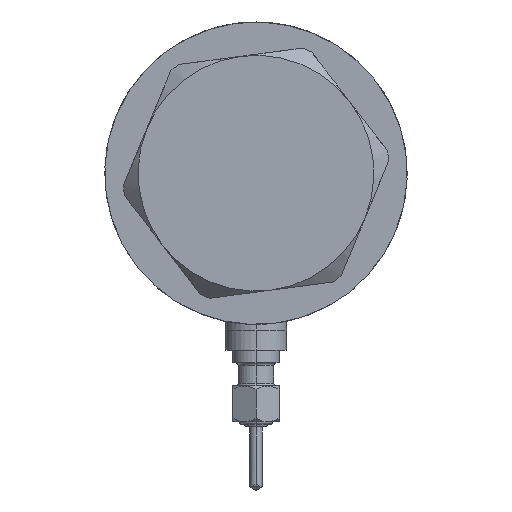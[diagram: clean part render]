
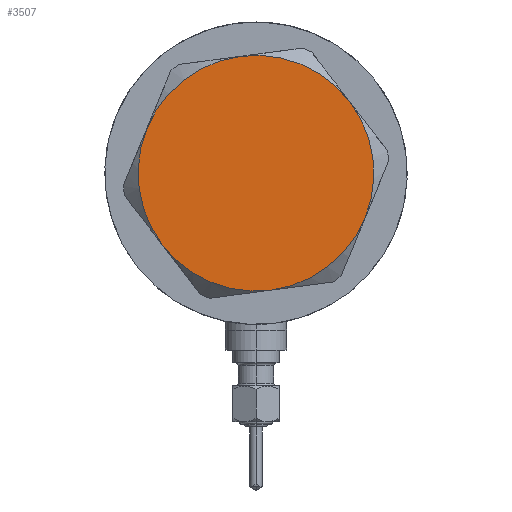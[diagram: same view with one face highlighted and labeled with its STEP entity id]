
A CAD part, left-side view. The second image highlights one B-rep face of the part: STEP entity #3507.
In plain terms, the highlighted face is planar.
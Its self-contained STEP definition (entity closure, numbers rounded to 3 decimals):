
#50 = EDGE_CURVE ( 'NONE', #2453, #1713, #3999, .T. ) ;
#114 = CIRCLE ( 'NONE', #3803, 23. ) ;
#120 = EDGE_CURVE ( 'NONE', #248, #5177, #114, .T. ) ;
#248 = VERTEX_POINT ( 'NONE', #6350 ) ;
#281 = DIRECTION ( 'NONE',  ( 0., 0., 1. ) ) ;
#354 = AXIS2_PLACEMENT_3D ( 'NONE', #4514, #418, #5460 ) ;
#392 = CARTESIAN_POINT ( 'NONE',  ( -11.5, -19.919, 13. ) ) ;
#418 = DIRECTION ( 'NONE',  ( 0., 0., 1. ) ) ;
#505 = CARTESIAN_POINT ( 'NONE',  ( 0., 0., 13. ) ) ;
#649 = EDGE_LOOP ( 'NONE', ( #6093, #5517, #6401, #3115, #5148, #1425 ) ) ;
#650 = CARTESIAN_POINT ( 'NONE',  ( 11.5, -19.919, 13. ) ) ;
#777 = CARTESIAN_POINT ( 'NONE',  ( 0., 0., 13. ) ) ;
#960 = CIRCLE ( 'NONE', #1596, 23. ) ;
#1066 = PLANE ( 'NONE',  #2229 ) ;
#1255 = EDGE_CURVE ( 'NONE', #5177, #2453, #960, .T. ) ;
#1425 = ORIENTED_EDGE ( 'NONE', *, *, #50, .T. ) ;
#1443 = CARTESIAN_POINT ( 'NONE',  ( 0., 0., 13. ) ) ;
#1505 = DIRECTION ( 'NONE',  ( 0., 0., 1. ) ) ;
#1537 = DIRECTION ( 'NONE',  ( 1., 0., 0. ) ) ;
#1541 = AXIS2_PLACEMENT_3D ( 'NONE', #1443, #281, #2283 ) ;
#1596 = AXIS2_PLACEMENT_3D ( 'NONE', #5428, #1505, #5929 ) ;
#1713 = VERTEX_POINT ( 'NONE', #650 ) ;
#1866 = VERTEX_POINT ( 'NONE', #6071 ) ;
#2024 = DIRECTION ( 'NONE',  ( 0., 0., 1. ) ) ;
#2222 = CARTESIAN_POINT ( 'NONE',  ( -23., 0., 13. ) ) ;
#2229 = AXIS2_PLACEMENT_3D ( 'NONE', #3625, #4626, #5621 ) ;
#2283 = DIRECTION ( 'NONE',  ( 1., 0., 0. ) ) ;
#2305 = DIRECTION ( 'NONE',  ( 0., 0., 1. ) ) ;
#2321 = EDGE_CURVE ( 'NONE', #1713, #6172, #5895, .T. ) ;
#2351 = CIRCLE ( 'NONE', #354, 23. ) ;
#2453 = VERTEX_POINT ( 'NONE', #392 ) ;
#3115 = ORIENTED_EDGE ( 'NONE', *, *, #120, .T. ) ;
#3507 = ADVANCED_FACE ( 'NONE', ( #4079 ), #1066, .T. ) ;
#3594 = AXIS2_PLACEMENT_3D ( 'NONE', #4211, #2305, #6254 ) ;
#3625 = CARTESIAN_POINT ( 'NONE',  ( 0., 0., 13. ) ) ;
#3709 = EDGE_CURVE ( 'NONE', #1866, #248, #2351, .T. ) ;
#3803 = AXIS2_PLACEMENT_3D ( 'NONE', #505, #2024, #1537 ) ;
#3999 = CIRCLE ( 'NONE', #3594, 23. ) ;
#4079 = FACE_OUTER_BOUND ( 'NONE', #649, .T. ) ;
#4211 = CARTESIAN_POINT ( 'NONE',  ( 0., 0., 13. ) ) ;
#4514 = CARTESIAN_POINT ( 'NONE',  ( 0., 0., 13. ) ) ;
#4626 = DIRECTION ( 'NONE',  ( 0., 0., 1. ) ) ;
#4739 = DIRECTION ( 'NONE',  ( 0., 0., 1. ) ) ;
#4980 = CIRCLE ( 'NONE', #1541, 23. ) ;
#5148 = ORIENTED_EDGE ( 'NONE', *, *, #1255, .T. ) ;
#5171 = DIRECTION ( 'NONE',  ( 1., 0., 0. ) ) ;
#5177 = VERTEX_POINT ( 'NONE', #2222 ) ;
#5255 = AXIS2_PLACEMENT_3D ( 'NONE', #777, #4739, #5171 ) ;
#5428 = CARTESIAN_POINT ( 'NONE',  ( 0., 0., 13. ) ) ;
#5460 = DIRECTION ( 'NONE',  ( 1., 0., 0. ) ) ;
#5517 = ORIENTED_EDGE ( 'NONE', *, *, #5834, .T. ) ;
#5621 = DIRECTION ( 'NONE',  ( 1., 0., 0. ) ) ;
#5834 = EDGE_CURVE ( 'NONE', #6172, #1866, #4980, .T. ) ;
#5895 = CIRCLE ( 'NONE', #5255, 23. ) ;
#5929 = DIRECTION ( 'NONE',  ( 1., 0., 0. ) ) ;
#6009 = CARTESIAN_POINT ( 'NONE',  ( 23., 0., 13. ) ) ;
#6071 = CARTESIAN_POINT ( 'NONE',  ( 11.5, 19.919, 13. ) ) ;
#6093 = ORIENTED_EDGE ( 'NONE', *, *, #2321, .T. ) ;
#6172 = VERTEX_POINT ( 'NONE', #6009 ) ;
#6254 = DIRECTION ( 'NONE',  ( 1., 0., 0. ) ) ;
#6350 = CARTESIAN_POINT ( 'NONE',  ( -11.5, 19.919, 13. ) ) ;
#6401 = ORIENTED_EDGE ( 'NONE', *, *, #3709, .T. ) ;
